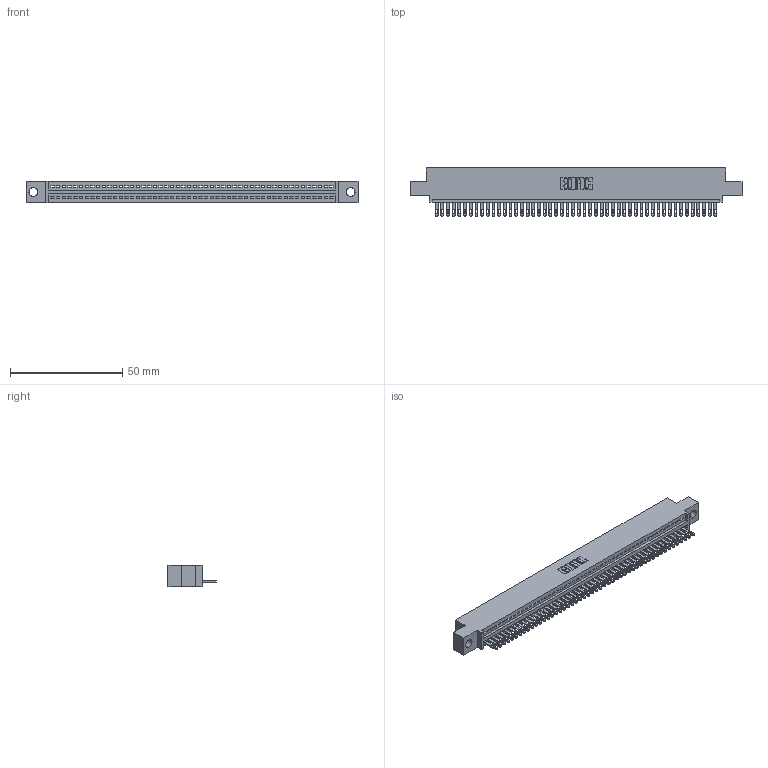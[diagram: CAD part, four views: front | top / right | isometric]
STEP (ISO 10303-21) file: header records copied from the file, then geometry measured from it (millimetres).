
FILE_DESCRIPTION (( 'STEP AP203' ), '1' );
FILE_NAME ('895-050-500-404.STEP', '2020-09-27T08:53:19', ( '' ), ( '' ), 'SwSTEP 2.0', 'SolidWorks 2020', '' );
FILE_SCHEMA (( 'CONFIG_CONTROL_DESIGN' ));
Length unit declared in the file: inch
Products named in the file (3): 845 Part_0.110 Offset - 0.156 Dia-TH; 345-292-001_345-293-100; 895-050-500-404
Assembly tree (51 placements, depth 2):
  895-050-500-404
    845 Part_0.110 Offset - 0.156 Dia-TH
    345-292-001_345-293-100  x50
Bounding box: 148.21 x 21.51 x 9.4 mm (x, y, z)
Volume: 14012.3 mm3; surface area: 18732.7 mm2
Topology: 51 solids, 51 shells, 2830 faces, 8753 edges, 5834 vertices
Faces by surface type: plane 1784, cylinder 1046
Entity records: 36619 total; most frequent: CARTESIAN_POINT 6350, ORIENTED_EDGE 6334, DIRECTION 5535, EDGE_CURVE 3167, VECTOR 2831, LINE 2831, VERTEX_POINT 2110, AXIS2_PLACEMENT_3D 1352
